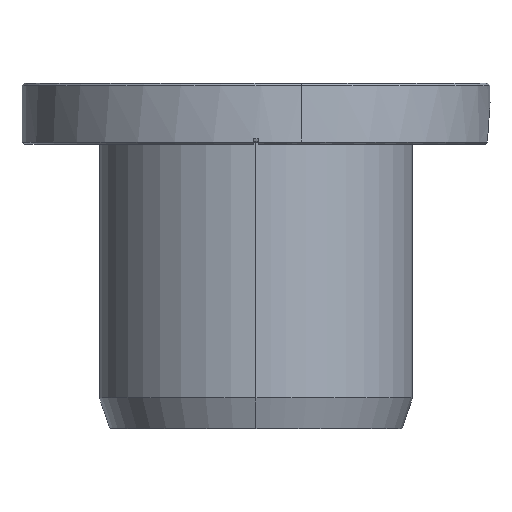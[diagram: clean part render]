
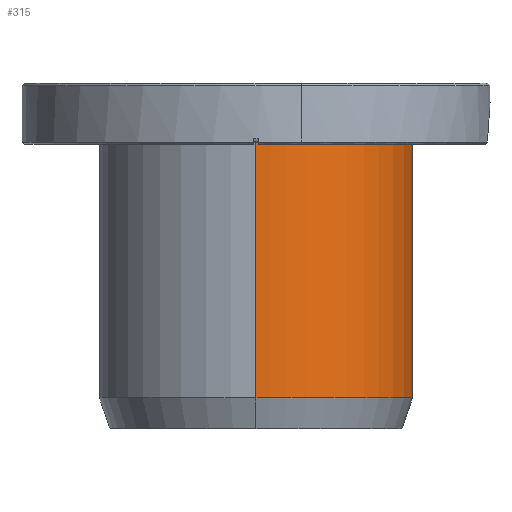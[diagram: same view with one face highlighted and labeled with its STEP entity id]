
A CAD part, front view. The second image highlights one B-rep face of the part: STEP entity #315.
In plain terms, the highlighted free-form (B-spline) face has degree [2, 1] with [3, 2] control points.
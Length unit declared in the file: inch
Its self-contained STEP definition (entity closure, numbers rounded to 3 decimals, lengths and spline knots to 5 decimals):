
#315 = ADVANCED_FACE( '', ( #673 ), #674, .T. );
#673 = FACE_OUTER_BOUND( '', #1203, .T. );
#674 = ( BOUNDED_SURFACE(  )B_SPLINE_SURFACE( 2, 1, ( ( #1206, #1207 ), ( #1208, #1209 ), ( #1210, #1211 ) ), .UNSPECIFIED., .F., .F., .F. )B_SPLINE_SURFACE_WITH_KNOTS( ( 3, 3 ), ( 2, 2 ), ( 0., 1. ), ( 0., 1. ), .UNSPECIFIED. )GEOMETRIC_REPRESENTATION_ITEM(  )RATIONAL_B_SPLINE_SURFACE( ( ( 1., 1. ), ( 0.707, 0.707 ), ( 1., 1. ) ) )REPRESENTATION_ITEM( '' )SURFACE(  ) );
#1203 = EDGE_LOOP( '', ( #2736, #2737, #2738, #2739 ) );
#1206 = CARTESIAN_POINT( '', ( 1.99744, 0., 7.93 ) );
#1207 = CARTESIAN_POINT( '', ( 1.99744, 0., 4.01575 ) );
#1208 = CARTESIAN_POINT( '', ( 1.99744, -1.99744, 7.93 ) );
#1209 = CARTESIAN_POINT( '', ( 1.99744, -1.99744, 4.01575 ) );
#1210 = CARTESIAN_POINT( '', ( 0., -1.99744, 7.93 ) );
#1211 = CARTESIAN_POINT( '', ( 0., -1.99744, 4.01575 ) );
#2736 = ORIENTED_EDGE( '', *, *, #3379, .F. );
#2737 = ORIENTED_EDGE( '', *, *, #3381, .T. );
#2738 = ORIENTED_EDGE( '', *, *, #3382, .T. );
#2739 = ORIENTED_EDGE( '', *, *, #3383, .F. );
#3379 = EDGE_CURVE( '', #4021, #4023, #4024, .T. );
#3381 = EDGE_CURVE( '', #4021, #4026, #4027, .T. );
#3382 = EDGE_CURVE( '', #4026, #4028, #4029, .T. );
#3383 = EDGE_CURVE( '', #4023, #4028, #4030, .T. );
#4021 = VERTEX_POINT( '', #5014 );
#4023 = VERTEX_POINT( '', #5025 );
#4024 = B_SPLINE_CURVE_WITH_KNOTS( '', 1, ( #5026, #5027 ), .UNSPECIFIED., .F., .F., ( 2, 2 ), ( 0.16095, 1. ), .UNSPECIFIED. );
#4026 = VERTEX_POINT( '', #5038 );
#4027 = ( BOUNDED_CURVE(  )B_SPLINE_CURVE( 2, ( #5041, #5042, #5043 ), .UNSPECIFIED., .F., .F. )B_SPLINE_CURVE_WITH_KNOTS( ( 3, 3 ), ( 0., 0.07926 ), .UNSPECIFIED. )CURVE(  )GEOMETRIC_REPRESENTATION_ITEM(  )RATIONAL_B_SPLINE_CURVE( ( 1., 0.707, 1. ) )REPRESENTATION_ITEM( '' ) );
#4028 = VERTEX_POINT( '', #5049 );
#4029 = B_SPLINE_CURVE_WITH_KNOTS( '', 1, ( #5050, #5051 ), .UNSPECIFIED., .F., .F., ( 2, 2 ), ( 0.16095, 1. ), .UNSPECIFIED. );
#4030 = ( BOUNDED_CURVE(  )B_SPLINE_CURVE( 2, ( #5054, #5055, #5056 ), .UNSPECIFIED., .F., .F. )B_SPLINE_CURVE_WITH_KNOTS( ( 3, 3 ), ( 0., 1. ), .UNSPECIFIED. )CURVE(  )GEOMETRIC_REPRESENTATION_ITEM(  )RATIONAL_B_SPLINE_CURVE( ( 1., 0.707, 1. ) )REPRESENTATION_ITEM( '' ) );
#5014 = CARTESIAN_POINT( '', ( 1.99744, 0., 7.3 ) );
#5025 = CARTESIAN_POINT( '', ( 1.99744, 0., 4.01575 ) );
#5026 = CARTESIAN_POINT( '', ( 1.99744, 0., 7.3 ) );
#5027 = CARTESIAN_POINT( '', ( 1.99744, 0., 4.01575 ) );
#5038 = CARTESIAN_POINT( '', ( 0., -1.99744, 7.3 ) );
#5041 = CARTESIAN_POINT( '', ( 1.99744, 0., 7.3 ) );
#5042 = CARTESIAN_POINT( '', ( 1.99744, -1.99744, 7.3 ) );
#5043 = CARTESIAN_POINT( '', ( 0., -1.99744, 7.3 ) );
#5049 = CARTESIAN_POINT( '', ( 0., -1.99744, 4.01575 ) );
#5050 = CARTESIAN_POINT( '', ( 0., -1.99744, 7.3 ) );
#5051 = CARTESIAN_POINT( '', ( 0., -1.99744, 4.01575 ) );
#5054 = CARTESIAN_POINT( '', ( 1.99744, 0., 4.01575 ) );
#5055 = CARTESIAN_POINT( '', ( 1.99744, -1.99744, 4.01575 ) );
#5056 = CARTESIAN_POINT( '', ( 0., -1.99744, 4.01575 ) );
